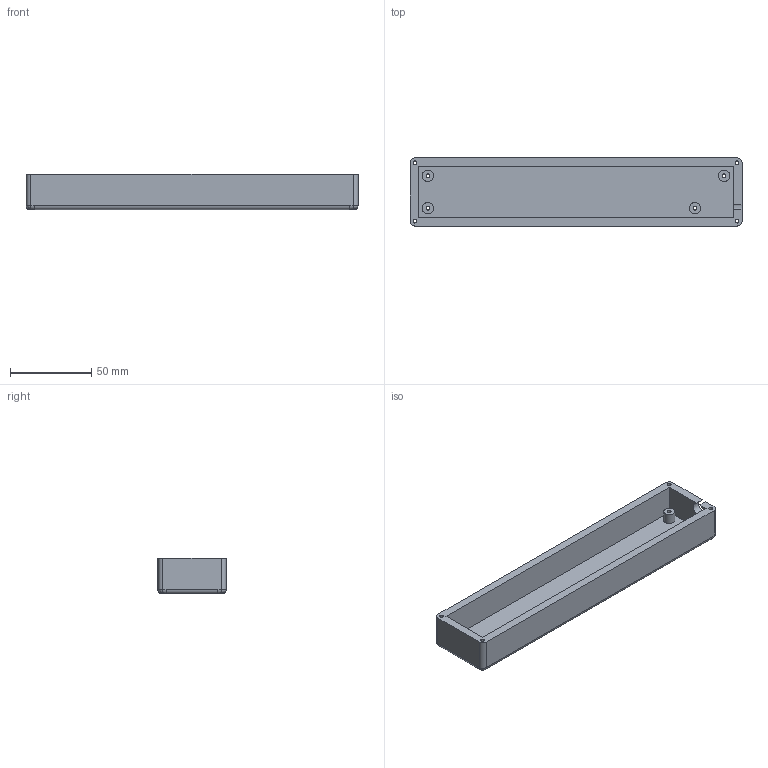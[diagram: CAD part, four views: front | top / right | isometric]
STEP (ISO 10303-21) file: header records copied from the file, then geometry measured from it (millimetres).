
FILE_DESCRIPTION(/* description */ (''),/* implementation_level */ '2;1');
FILE_NAME(/* name */ 'Base.step',/* time_stamp */ '2025-07-27T19:42:17+05:30',/* author */ (''),/* organization */ (''),/* preprocessor_version */ 'ST-DEVELOPER v20.1',/* originating_system */ 'Autodesk Translation Framework v14.10.0.0',/* authorisation */ '');
FILE_SCHEMA (('AUTOMOTIVE_DESIGN { 1 0 10303 214 3 1 1 }'));
Length unit declared in the file: millimetre
Products named in the file (1): KillerClock
Bounding box: 204.6 x 42 x 21.8 mm (x, y, z)
Volume: 69252.9 mm3; surface area: 37397.7 mm2
Topology: 1 solids, 1 shells, 64 faces, 144 edges, 90 vertices
Faces by surface type: cylinder 37, plane 23, bspline 4
Full cylindrical faces by diameter (mm): 2.25 x8, 4.1 x8, 7 x4
Entity records: 1943 total; most frequent: CARTESIAN_POINT 403, DIRECTION 330, ORIENTED_EDGE 288, EDGE_CURVE 144, AXIS2_PLACEMENT_3D 133, VERTEX_POINT 90, EDGE_LOOP 88, CIRCLE 72
